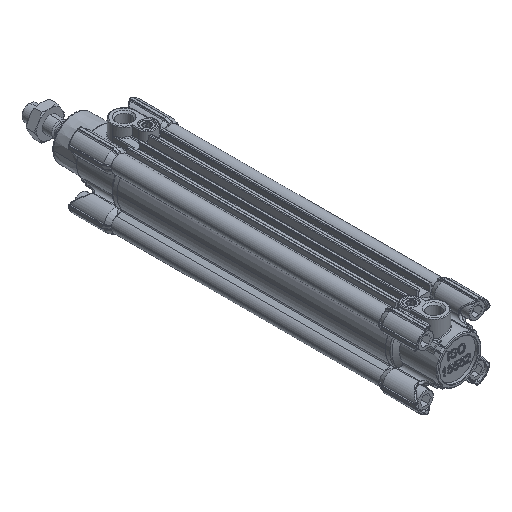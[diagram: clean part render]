
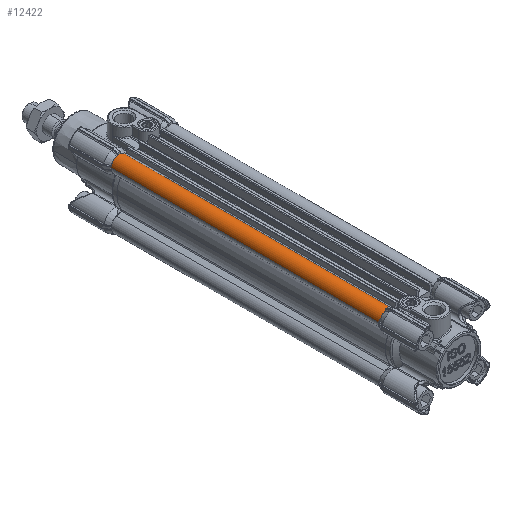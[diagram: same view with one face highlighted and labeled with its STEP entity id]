
A CAD part, isometric view. The second image highlights one B-rep face of the part: STEP entity #12422.
In plain terms, the highlighted cylindrical face has radius 5 mm (diameter 10 mm), a partial arc.
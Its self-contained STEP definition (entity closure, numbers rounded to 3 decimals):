
#4405 = VERTEX_POINT ( 'NONE', #40137 ) ;
#7512 = DIRECTION ( 'NONE',  ( 0., -1., 0. ) ) ;
#8397 = CARTESIAN_POINT ( 'NONE',  ( -12.499, 150., 19.557 ) ) ;
#9209 = EDGE_CURVE ( 'NONE', #4405, #51163, #24784, .T. ) ;
#12422 = ADVANCED_FACE ( 'NONE', ( #61631 ), #76058, .T. ) ;
#17156 = ORIENTED_EDGE ( 'NONE', *, *, #57951, .T. ) ;
#17620 = DIRECTION ( 'NONE',  ( 0., 1., 0. ) ) ;
#17758 = CARTESIAN_POINT ( 'NONE',  ( -16.25, 194., 16.25 ) ) ;
#22637 = DIRECTION ( 'NONE',  ( 0., 1., 0. ) ) ;
#24784 = LINE ( 'NONE', #55065, #36288 ) ;
#27886 = CARTESIAN_POINT ( 'NONE',  ( -12.499, 25., 19.557 ) ) ;
#29670 = ORIENTED_EDGE ( 'NONE', *, *, #74677, .T. ) ;
#30123 = CARTESIAN_POINT ( 'NONE',  ( -16.25, 25., 16.25 ) ) ;
#31094 = DIRECTION ( 'NONE',  ( 1., 0., 0. ) ) ;
#36059 = ORIENTED_EDGE ( 'NONE', *, *, #9209, .F. ) ;
#36288 = VECTOR ( 'NONE', #17620, 1000. ) ;
#39292 = DIRECTION ( 'NONE',  ( 1., 0., 0. ) ) ;
#40137 = CARTESIAN_POINT ( 'NONE',  ( -21.25, 25., 16.25 ) ) ;
#44689 = CARTESIAN_POINT ( 'NONE',  ( -21.25, 194., 16.25 ) ) ;
#45838 = ORIENTED_EDGE ( 'NONE', *, *, #57438, .F. ) ;
#46721 = DIRECTION ( 'NONE',  ( -1., 0., 0. ) ) ;
#47026 = VERTEX_POINT ( 'NONE', #27886 ) ;
#51163 = VERTEX_POINT ( 'NONE', #44689 ) ;
#51314 = CARTESIAN_POINT ( 'NONE',  ( -12.499, 194., 19.557 ) ) ;
#54088 = LINE ( 'NONE', #8397, #75197 ) ;
#55065 = CARTESIAN_POINT ( 'NONE',  ( -21.25, 150., 16.25 ) ) ;
#56179 = CIRCLE ( 'NONE', #82442, 5. ) ;
#57438 = EDGE_CURVE ( 'NONE', #47026, #4405, #78322, .T. ) ;
#57951 = EDGE_CURVE ( 'NONE', #47026, #95477, #54088, .T. ) ;
#61539 = AXIS2_PLACEMENT_3D ( 'NONE', #68373, #22637, #46721 ) ;
#61631 = FACE_OUTER_BOUND ( 'NONE', #69500, .T. ) ;
#68373 = CARTESIAN_POINT ( 'NONE',  ( -16.25, 150., 16.25 ) ) ;
#69500 = EDGE_LOOP ( 'NONE', ( #36059, #45838, #17156, #29670 ) ) ;
#74677 = EDGE_CURVE ( 'NONE', #95477, #51163, #56179, .T. ) ;
#75197 = VECTOR ( 'NONE', #76730, 1000. ) ;
#76058 = CYLINDRICAL_SURFACE ( 'NONE', #61539, 5. ) ;
#76730 = DIRECTION ( 'NONE',  ( 0., 1., 0. ) ) ;
#78322 = CIRCLE ( 'NONE', #101307, 5. ) ;
#82442 = AXIS2_PLACEMENT_3D ( 'NONE', #17758, #88042, #31094 ) ;
#88042 = DIRECTION ( 'NONE',  ( 0., -1., 0. ) ) ;
#95477 = VERTEX_POINT ( 'NONE', #51314 ) ;
#101307 = AXIS2_PLACEMENT_3D ( 'NONE', #30123, #7512, #39292 ) ;
